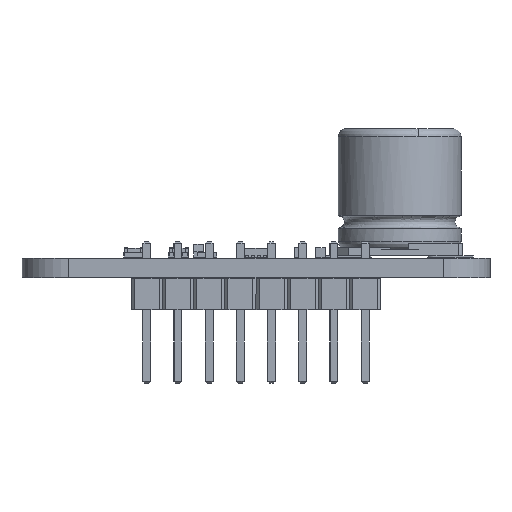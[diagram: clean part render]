
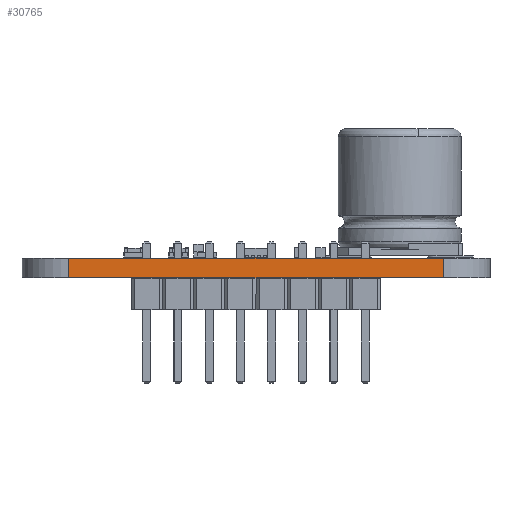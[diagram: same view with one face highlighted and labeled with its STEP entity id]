
A CAD part, front view. The second image highlights one B-rep face of the part: STEP entity #30765.
In plain terms, the highlighted planar face has unit normal (0, -1, 0).
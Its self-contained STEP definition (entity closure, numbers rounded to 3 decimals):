
#29010 = PLANE('',#29011);
#29011 = AXIS2_PLACEMENT_3D('',#29012,#29013,#29014);
#29012 = CARTESIAN_POINT('',(0.,0.,1.6)
  );
#29013 = DIRECTION('',(0.,0.,1.));
#29014 = DIRECTION('',(1.,0.,-0.));
#29065 = PLANE('',#29066);
#29066 = AXIS2_PLACEMENT_3D('',#29067,#29068,#29069);
#29067 = CARTESIAN_POINT('',(0.,0.,0.));
#29068 = DIRECTION('',(0.,0.,1.));
#29069 = DIRECTION('',(1.,0.,-0.));
#29174 = CYLINDRICAL_SURFACE('',#29175,3.81);
#29175 = AXIS2_PLACEMENT_3D('',#29176,#29177,#29178);
#29176 = CARTESIAN_POINT('',(-15.24,-21.59,0.));
#29177 = DIRECTION('',(-0.,-0.,-1.));
#29178 = DIRECTION('',(1.,0.,-0.));
#29235 = VERTEX_POINT('',#29236);
#29236 = CARTESIAN_POINT('',(-15.24,-25.4,0.));
#29258 = EDGE_CURVE('',#29259,#29235,#29261,.T.);
#29259 = VERTEX_POINT('',#29260);
#29260 = CARTESIAN_POINT('',(15.24,-25.4,0.));
#29261 = SURFACE_CURVE('',#29262,(#29266,#29273),.PCURVE_S1.);
#29262 = LINE('',#29263,#29264);
#29263 = CARTESIAN_POINT('',(15.24,-25.4,0.));
#29264 = VECTOR('',#29265,1.);
#29265 = DIRECTION('',(-1.,0.,0.));
#29266 = PCURVE('',#29065,#29267);
#29267 = DEFINITIONAL_REPRESENTATION('',(#29268),#29272);
#29268 = LINE('',#29269,#29270);
#29269 = CARTESIAN_POINT('',(15.24,-25.4));
#29270 = VECTOR('',#29271,1.);
#29271 = DIRECTION('',(-1.,0.));
#29272 = ( GEOMETRIC_REPRESENTATION_CONTEXT(2) 
PARAMETRIC_REPRESENTATION_CONTEXT() REPRESENTATION_CONTEXT('2D SPACE',''
  ) );
#29273 = PCURVE('',#29274,#29279);
#29274 = PLANE('',#29275);
#29275 = AXIS2_PLACEMENT_3D('',#29276,#29277,#29278);
#29276 = CARTESIAN_POINT('',(15.24,-25.4,0.));
#29277 = DIRECTION('',(0.,-1.,0.));
#29278 = DIRECTION('',(-1.,0.,0.));
#29279 = DEFINITIONAL_REPRESENTATION('',(#29280),#29284);
#29280 = LINE('',#29281,#29282);
#29281 = CARTESIAN_POINT('',(0.,-0.));
#29282 = VECTOR('',#29283,1.);
#29283 = DIRECTION('',(1.,0.));
#29284 = ( GEOMETRIC_REPRESENTATION_CONTEXT(2) 
PARAMETRIC_REPRESENTATION_CONTEXT() REPRESENTATION_CONTEXT('2D SPACE',''
  ) );
#29303 = CYLINDRICAL_SURFACE('',#29304,3.81);
#29304 = AXIS2_PLACEMENT_3D('',#29305,#29306,#29307);
#29305 = CARTESIAN_POINT('',(15.24,-21.59,0.));
#29306 = DIRECTION('',(-0.,-0.,-1.));
#29307 = DIRECTION('',(1.,0.,-0.));
#30023 = VERTEX_POINT('',#30024);
#30024 = CARTESIAN_POINT('',(-15.24,-25.4,1.6));
#30046 = EDGE_CURVE('',#30047,#30023,#30049,.T.);
#30047 = VERTEX_POINT('',#30048);
#30048 = CARTESIAN_POINT('',(15.24,-25.4,1.6));
#30049 = SURFACE_CURVE('',#30050,(#30054,#30061),.PCURVE_S1.);
#30050 = LINE('',#30051,#30052);
#30051 = CARTESIAN_POINT('',(15.24,-25.4,1.6));
#30052 = VECTOR('',#30053,1.);
#30053 = DIRECTION('',(-1.,0.,0.));
#30054 = PCURVE('',#29010,#30055);
#30055 = DEFINITIONAL_REPRESENTATION('',(#30056),#30060);
#30056 = LINE('',#30057,#30058);
#30057 = CARTESIAN_POINT('',(15.24,-25.4));
#30058 = VECTOR('',#30059,1.);
#30059 = DIRECTION('',(-1.,0.));
#30060 = ( GEOMETRIC_REPRESENTATION_CONTEXT(2) 
PARAMETRIC_REPRESENTATION_CONTEXT() REPRESENTATION_CONTEXT('2D SPACE',''
  ) );
#30061 = PCURVE('',#29274,#30062);
#30062 = DEFINITIONAL_REPRESENTATION('',(#30063),#30067);
#30063 = LINE('',#30064,#30065);
#30064 = CARTESIAN_POINT('',(0.,-1.6));
#30065 = VECTOR('',#30066,1.);
#30066 = DIRECTION('',(1.,0.));
#30067 = ( GEOMETRIC_REPRESENTATION_CONTEXT(2) 
PARAMETRIC_REPRESENTATION_CONTEXT() REPRESENTATION_CONTEXT('2D SPACE',''
  ) );
#30717 = EDGE_CURVE('',#29235,#30023,#30718,.T.);
#30718 = SURFACE_CURVE('',#30719,(#30723,#30730),.PCURVE_S1.);
#30719 = LINE('',#30720,#30721);
#30720 = CARTESIAN_POINT('',(-15.24,-25.4,0.));
#30721 = VECTOR('',#30722,1.);
#30722 = DIRECTION('',(0.,0.,1.));
#30723 = PCURVE('',#29174,#30724);
#30724 = DEFINITIONAL_REPRESENTATION('',(#30725),#30729);
#30725 = LINE('',#30726,#30727);
#30726 = CARTESIAN_POINT('',(-4.712,0.));
#30727 = VECTOR('',#30728,1.);
#30728 = DIRECTION('',(-0.,-1.));
#30729 = ( GEOMETRIC_REPRESENTATION_CONTEXT(2) 
PARAMETRIC_REPRESENTATION_CONTEXT() REPRESENTATION_CONTEXT('2D SPACE',''
  ) );
#30730 = PCURVE('',#29274,#30731);
#30731 = DEFINITIONAL_REPRESENTATION('',(#30732),#30736);
#30732 = LINE('',#30733,#30734);
#30733 = CARTESIAN_POINT('',(30.48,0.));
#30734 = VECTOR('',#30735,1.);
#30735 = DIRECTION('',(0.,-1.));
#30736 = ( GEOMETRIC_REPRESENTATION_CONTEXT(2) 
PARAMETRIC_REPRESENTATION_CONTEXT() REPRESENTATION_CONTEXT('2D SPACE',''
  ) );
#30765 = ADVANCED_FACE('',(#30766),#29274,.T.);
#30766 = FACE_BOUND('',#30767,.T.);
#30767 = EDGE_LOOP('',(#30768,#30789,#30790,#30791));
#30768 = ORIENTED_EDGE('',*,*,#30769,.T.);
#30769 = EDGE_CURVE('',#29259,#30047,#30770,.T.);
#30770 = SURFACE_CURVE('',#30771,(#30775,#30782),.PCURVE_S1.);
#30771 = LINE('',#30772,#30773);
#30772 = CARTESIAN_POINT('',(15.24,-25.4,0.));
#30773 = VECTOR('',#30774,1.);
#30774 = DIRECTION('',(0.,0.,1.));
#30775 = PCURVE('',#29274,#30776);
#30776 = DEFINITIONAL_REPRESENTATION('',(#30777),#30781);
#30777 = LINE('',#30778,#30779);
#30778 = CARTESIAN_POINT('',(0.,-0.));
#30779 = VECTOR('',#30780,1.);
#30780 = DIRECTION('',(0.,-1.));
#30781 = ( GEOMETRIC_REPRESENTATION_CONTEXT(2) 
PARAMETRIC_REPRESENTATION_CONTEXT() REPRESENTATION_CONTEXT('2D SPACE',''
  ) );
#30782 = PCURVE('',#29303,#30783);
#30783 = DEFINITIONAL_REPRESENTATION('',(#30784),#30788);
#30784 = LINE('',#30785,#30786);
#30785 = CARTESIAN_POINT('',(-4.712,0.));
#30786 = VECTOR('',#30787,1.);
#30787 = DIRECTION('',(-0.,-1.));
#30788 = ( GEOMETRIC_REPRESENTATION_CONTEXT(2) 
PARAMETRIC_REPRESENTATION_CONTEXT() REPRESENTATION_CONTEXT('2D SPACE',''
  ) );
#30789 = ORIENTED_EDGE('',*,*,#30046,.T.);
#30790 = ORIENTED_EDGE('',*,*,#30717,.F.);
#30791 = ORIENTED_EDGE('',*,*,#29258,.F.);
